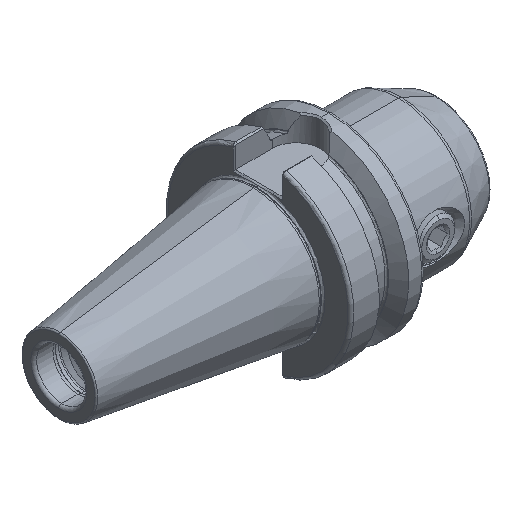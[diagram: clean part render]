
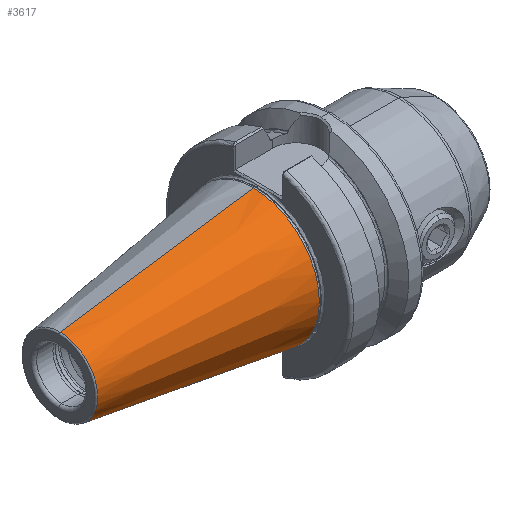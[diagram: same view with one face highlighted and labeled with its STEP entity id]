
A CAD part, isometric view. The second image highlights one B-rep face of the part: STEP entity #3617.
In plain terms, the highlighted conical face has half-angle 8.297 degrees and reference radius 22.298 mm.
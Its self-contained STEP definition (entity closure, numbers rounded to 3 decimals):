
#324 = DIRECTION ( 'NONE',  ( 0., 0., -1. ) ) ;
#327 = CARTESIAN_POINT ( 'NONE',  ( -1.5, 0., 0. ) ) ;
#343 = DIRECTION ( 'NONE',  ( 1., 0., 0. ) ) ;
#2253 = CARTESIAN_POINT ( 'NONE',  ( -1.5, 0., 22.298 ) ) ;
#2261 = DIRECTION ( 'NONE',  ( 0.99, 0., 0.144 ) ) ;
#3022 = EDGE_LOOP ( 'NONE', ( #3375, #3486, #3490, #3445 ) ) ;
#3375 = ORIENTED_EDGE ( 'NONE', *, *, #8863, .F. ) ;
#3445 = ORIENTED_EDGE ( 'NONE', *, *, #8488, .F. ) ;
#3486 = ORIENTED_EDGE ( 'NONE', *, *, #8510, .T. ) ;
#3490 = ORIENTED_EDGE ( 'NONE', *, *, #8896, .T. ) ;
#3617 = ADVANCED_FACE ( 'NONE', ( #13310 ), #13314, .T. ) ;
#4898 = VERTEX_POINT ( 'NONE', #17014 ) ;
#4917 = VERTEX_POINT ( 'NONE', #17007 ) ;
#4941 = VERTEX_POINT ( 'NONE', #17079 ) ;
#7219 = CARTESIAN_POINT ( 'NONE',  ( -1.5, 0., -22.298 ) ) ;
#7220 = DIRECTION ( 'NONE',  ( 0.99, 0., -0.144 ) ) ;
#7290 = CARTESIAN_POINT ( 'NONE',  ( -66.972, 0., -12.75 ) ) ;
#8273 = DIRECTION ( 'NONE',  ( 1., 0., 0. ) ) ;
#8320 = DIRECTION ( 'NONE',  ( 0., 0., -1. ) ) ;
#8334 = CARTESIAN_POINT ( 'NONE',  ( -1.5, 0., 0. ) ) ;
#8385 = CARTESIAN_POINT ( 'NONE',  ( -66.972, 0., 0. ) ) ;
#8388 = DIRECTION ( 'NONE',  ( 0., 0., -1. ) ) ;
#8408 = DIRECTION ( 'NONE',  ( 1., 0., 0. ) ) ;
#8488 = EDGE_CURVE ( 'NONE', #4898, #4917, #9231, .T. ) ;
#8510 = EDGE_CURVE ( 'NONE', #4941, #10502, #9274, .T. ) ;
#8863 = EDGE_CURVE ( 'NONE', #4941, #4898, #8964, .T. ) ;
#8896 = EDGE_CURVE ( 'NONE', #10502, #4917, #9014, .T. ) ;
#8964 = LINE ( 'NONE', #2253, #8973 ) ;
#8973 = VECTOR ( 'NONE', #2261, 1000. ) ;
#9005 = VECTOR ( 'NONE', #7220, 1000. ) ;
#9014 = LINE ( 'NONE', #7219, #9005 ) ;
#9231 = CIRCLE ( 'NONE', #15945, 22.298 ) ;
#9274 = CIRCLE ( 'NONE', #15961, 12.75 ) ;
#10502 = VERTEX_POINT ( 'NONE', #7290 ) ;
#13310 = FACE_OUTER_BOUND ( 'NONE', #3022, .T. ) ;
#13314 = CONICAL_SURFACE ( 'NONE', #15837, 22.298, 0.145 ) ;
#15837 = AXIS2_PLACEMENT_3D ( 'NONE', #327, #343, #324 ) ;
#15945 = AXIS2_PLACEMENT_3D ( 'NONE', #8334, #8273, #8320 ) ;
#15961 = AXIS2_PLACEMENT_3D ( 'NONE', #8385, #8408, #8388 ) ;
#17007 = CARTESIAN_POINT ( 'NONE',  ( -1.5, 0., -22.298 ) ) ;
#17014 = CARTESIAN_POINT ( 'NONE',  ( -1.5, 0., 22.298 ) ) ;
#17079 = CARTESIAN_POINT ( 'NONE',  ( -66.972, 0., 12.75 ) ) ;
